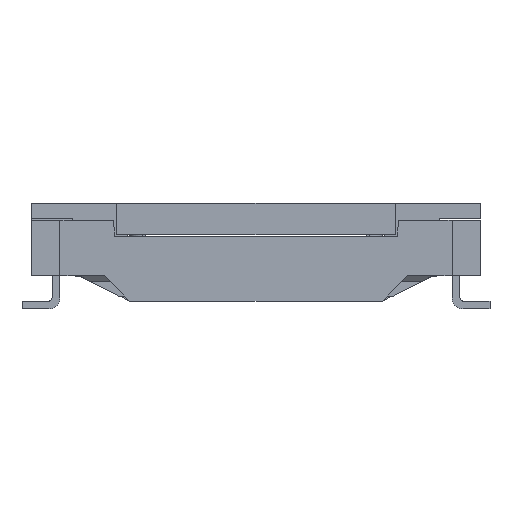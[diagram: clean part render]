
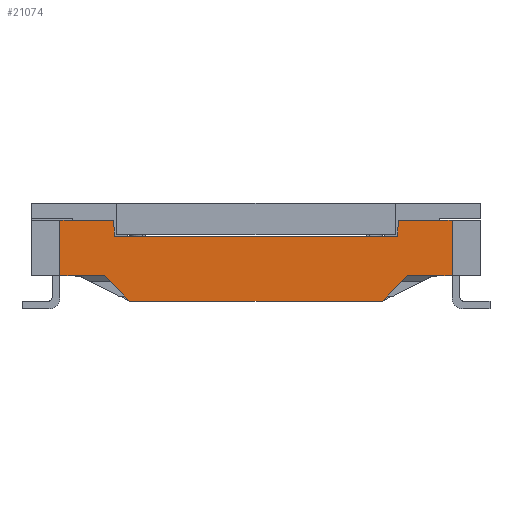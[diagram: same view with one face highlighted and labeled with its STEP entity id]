
A CAD part, front view. The second image highlights one B-rep face of the part: STEP entity #21074.
In plain terms, the highlighted face is planar.
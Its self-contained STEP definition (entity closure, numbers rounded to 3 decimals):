
#1600=LINE('',#31530,#2965);
#1604=LINE('',#31539,#2969);
#1683=LINE('',#31852,#3048);
#1792=LINE('',#32090,#3157);
#1898=LINE('',#32664,#3263);
#2012=LINE('',#33256,#3377);
#2014=LINE('',#33260,#3379);
#2016=LINE('',#33264,#3381);
#2018=LINE('',#33282,#3383);
#2021=LINE('',#33291,#3386);
#2024=LINE('',#33300,#3389);
#2025=LINE('',#33302,#3390);
#2965=VECTOR('',#24574,1000.);
#2969=VECTOR('',#24580,1000.);
#3048=VECTOR('',#24795,1000.);
#3157=VECTOR('',#24990,1000.);
#3263=VECTOR('',#25352,1000.);
#3377=VECTOR('',#25724,1000.);
#3379=VECTOR('',#25728,1000.);
#3381=VECTOR('',#25732,1000.);
#3383=VECTOR('',#25766,1000.);
#3386=VECTOR('',#25777,1000.);
#3389=VECTOR('',#25790,1000.);
#3390=VECTOR('',#25793,1000.);
#8009=ORIENTED_EDGE('',*,*,#9612,.T.);
#8010=ORIENTED_EDGE('',*,*,#10249,.T.);
#8011=ORIENTED_EDGE('',*,*,#10247,.T.);
#8012=ORIENTED_EDGE('',*,*,#10245,.T.);
#8013=ORIENTED_EDGE('',*,*,#10257,.T.);
#8014=ORIENTED_EDGE('',*,*,#10251,.T.);
#8015=ORIENTED_EDGE('',*,*,#10049,.T.);
#8016=ORIENTED_EDGE('',*,*,#9740,.T.);
#8017=ORIENTED_EDGE('',*,*,#9616,.T.);
#8018=ORIENTED_EDGE('',*,*,#10254,.T.);
#8019=ORIENTED_EDGE('',*,*,#10258,.T.);
#8020=ORIENTED_EDGE('',*,*,#9862,.T.);
#9612=EDGE_CURVE('',#11326,#11325,#1600,.T.);
#9616=EDGE_CURVE('',#11330,#11329,#1604,.T.);
#9740=EDGE_CURVE('',#11422,#11330,#1683,.T.);
#9862=EDGE_CURVE('',#11480,#11326,#1792,.T.);
#10049=EDGE_CURVE('',#11574,#11422,#1898,.T.);
#10245=EDGE_CURVE('',#11673,#11672,#2012,.T.);
#10247=EDGE_CURVE('',#11674,#11673,#2014,.T.);
#10249=EDGE_CURVE('',#11325,#11674,#2016,.T.);
#10251=EDGE_CURVE('',#11675,#11574,#2018,.T.);
#10254=EDGE_CURVE('',#11329,#11676,#2021,.T.);
#10257=EDGE_CURVE('',#11672,#11675,#2024,.T.);
#10258=EDGE_CURVE('',#11676,#11480,#2025,.T.);
#11325=VERTEX_POINT('',#31529);
#11326=VERTEX_POINT('',#31531);
#11329=VERTEX_POINT('',#31538);
#11330=VERTEX_POINT('',#31540);
#11422=VERTEX_POINT('',#31853);
#11480=VERTEX_POINT('',#32091);
#11574=VERTEX_POINT('',#32665);
#11672=VERTEX_POINT('',#33255);
#11673=VERTEX_POINT('',#33257);
#11674=VERTEX_POINT('',#33261);
#11675=VERTEX_POINT('',#33283);
#11676=VERTEX_POINT('',#33290);
#12922=EDGE_LOOP('',(#8009,#8010,#8011,#8012,#8013,#8014,#8015,#8016,#8017,
#8018,#8019,#8020));
#13820=FACE_BOUND('',#12922,.T.);
#14318=PLANE('',#22198);
#21074=ADVANCED_FACE('',(#13820),#14318,.T.);
#22198=AXIS2_PLACEMENT_3D('',#33303,#25794,#25795);
#24574=DIRECTION('',(0.,0.707,-0.707));
#24580=DIRECTION('',(0.,-0.052,0.999));
#24795=DIRECTION('',(0.,-1.,0.));
#24990=DIRECTION('',(0.,1.,0.));
#25352=DIRECTION('',(0.,-0.052,-0.999));
#25724=DIRECTION('',(0.,1.,0.));
#25728=DIRECTION('',(0.,0.707,0.707));
#25732=DIRECTION('',(0.,1.,0.));
#25766=DIRECTION('',(0.,-1.,0.));
#25777=DIRECTION('',(0.,-1.,0.));
#25790=DIRECTION('',(0.,0.,1.));
#25793=DIRECTION('',(0.,0.,-1.));
#25794=DIRECTION('',(1.,0.,0.));
#25795=DIRECTION('',(0.,0.,-1.));
#31529=CARTESIAN_POINT('',(7.55,-3.998,0.25));
#31530=CARTESIAN_POINT('',(7.55,-4.798,1.05));
#31531=CARTESIAN_POINT('',(7.55,-4.798,1.05));
#31538=CARTESIAN_POINT('',(7.55,-4.501,2.8));
#31539=CARTESIAN_POINT('',(7.55,-4.475,2.3));
#31540=CARTESIAN_POINT('',(7.55,-4.475,2.3));
#31852=CARTESIAN_POINT('',(7.55,4.475,2.3));
#31853=CARTESIAN_POINT('',(7.55,4.475,2.3));
#32090=CARTESIAN_POINT('',(7.55,-6.2,1.05));
#32091=CARTESIAN_POINT('',(7.55,-6.2,1.05));
#32664=CARTESIAN_POINT('',(7.55,4.501,2.8));
#32665=CARTESIAN_POINT('',(7.55,4.501,2.8));
#33255=CARTESIAN_POINT('',(7.55,6.2,1.05));
#33256=CARTESIAN_POINT('',(7.55,4.798,1.05));
#33257=CARTESIAN_POINT('',(7.55,4.798,1.05));
#33260=CARTESIAN_POINT('',(7.55,3.998,0.25));
#33261=CARTESIAN_POINT('',(7.55,3.998,0.25));
#33264=CARTESIAN_POINT('',(7.55,-3.998,0.25));
#33282=CARTESIAN_POINT('',(7.55,6.2,2.8));
#33283=CARTESIAN_POINT('',(7.55,6.2,2.8));
#33290=CARTESIAN_POINT('',(7.55,-6.2,2.8));
#33291=CARTESIAN_POINT('',(7.55,-4.501,2.8));
#33300=CARTESIAN_POINT('',(7.55,6.2,1.05));
#33302=CARTESIAN_POINT('',(7.55,-6.2,1.05));
#33303=CARTESIAN_POINT('',(7.55,0.,0.));
